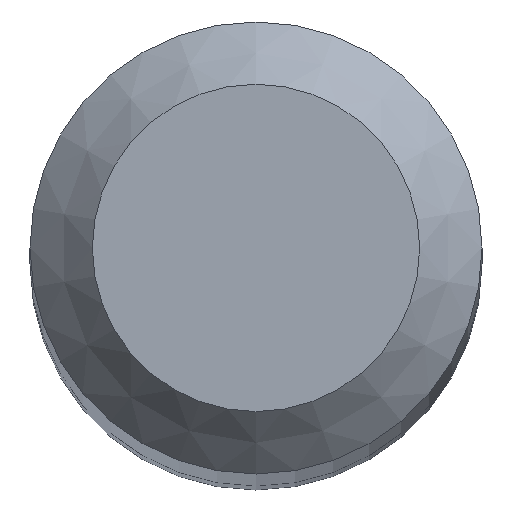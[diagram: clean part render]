
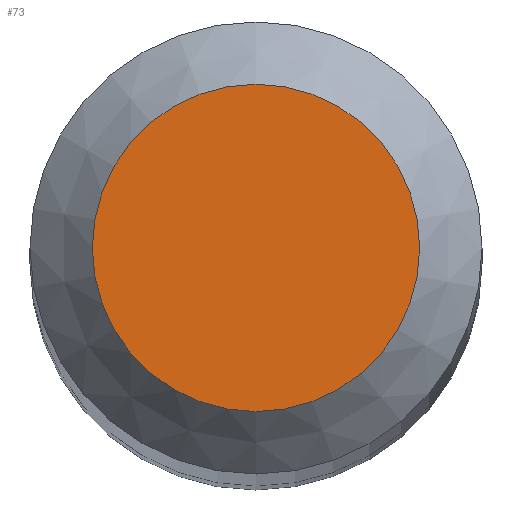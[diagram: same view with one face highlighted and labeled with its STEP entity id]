
A CAD part, top view. The second image highlights one B-rep face of the part: STEP entity #73.
In plain terms, the highlighted planar face has unit normal (0, 0, 1).
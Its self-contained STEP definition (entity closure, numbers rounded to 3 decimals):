
#3 = CARTESIAN_POINT ( 'NONE',  ( 0., 0.525, 30. ) ) ;
#5 = PLANE ( 'NONE',  #130 ) ;
#29 = DIRECTION ( 'NONE',  ( 0., 0., -1. ) ) ;
#36 = DIRECTION ( 'NONE',  ( 0., 1., 0. ) ) ;
#73 = ADVANCED_FACE ( 'NONE', ( #197 ), #5, .F. ) ;
#76 = DIRECTION ( 'NONE',  ( 0., 0., -1. ) ) ;
#79 = CARTESIAN_POINT ( 'NONE',  ( 0., 0., 30. ) ) ;
#86 = AXIS2_PLACEMENT_3D ( 'NONE', #119, #76, #90 ) ;
#90 = DIRECTION ( 'NONE',  ( 0., 1., 0. ) ) ;
#92 = CIRCLE ( 'NONE', #86, 0.525 ) ;
#114 = ORIENTED_EDGE ( 'NONE', *, *, #202, .F. ) ;
#119 = CARTESIAN_POINT ( 'NONE',  ( 0., 0., 30. ) ) ;
#130 = AXIS2_PLACEMENT_3D ( 'NONE', #79, #29, #36 ) ;
#135 = EDGE_LOOP ( 'NONE', ( #114 ) ) ;
#186 = VERTEX_POINT ( 'NONE', #3 ) ;
#197 = FACE_OUTER_BOUND ( 'NONE', #135, .T. ) ;
#202 = EDGE_CURVE ( 'NONE', #186, #186, #92, .T. ) ;
